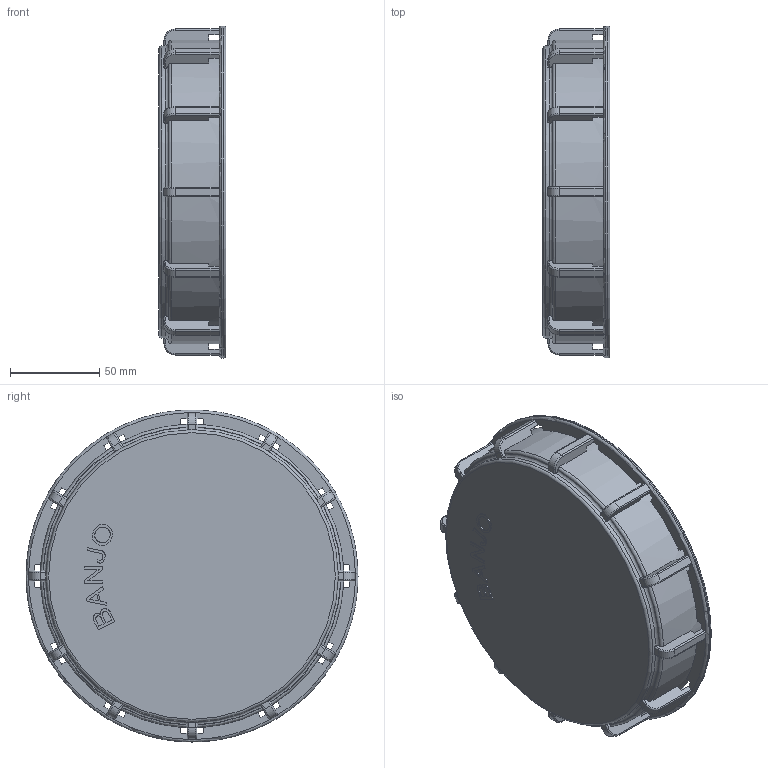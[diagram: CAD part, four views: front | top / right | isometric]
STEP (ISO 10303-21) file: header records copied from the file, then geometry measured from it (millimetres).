
FILE_DESCRIPTION(/* description */ ('6" IBC LID WITH GASKET'),/* implementation_level */ '2;1');
FILE_NAME(/* name */ 'TL650S.stp',/* time_stamp */ '2023-07-25T13:43:42-04:00',/* author */ ('ETQ'),/* organization */ (''),/* preprocessor_version */ 'ST-DEVELOPER v18.1',/* originating_system */ 'Autodesk Inventor 2022',/* authorisation */ '');
FILE_SCHEMA (('AUTOMOTIVE_DESIGN { 1 0 10303 214 3 1 1 }'));
Length unit declared in the file: inch
Products named in the file (3): TL650S; TL6501; TL6521S
Assembly tree (2 placements, depth 2):
  TL650S
    TL6501
    TL6521S
Bounding box: 38.1 x 186.18 x 186.18 mm (x, y, z)
Volume: 267529 mm3; surface area: 134902.5 mm2
Topology: 2 solids, 2 shells, 329 faces, 991 edges, 643 vertices
Faces by surface type: plane 153, cylinder 87, torus 54, bspline 32, cone 3
Full cylindrical faces by diameter (mm): 135.318 x1, 154.178 x1, 155.575 x2, 163.195 x3, 163.83 x1, 170.18 x1, 186.182 x1
Entity records: 12698 total; most frequent: CARTESIAN_POINT 3724, ORIENTED_EDGE 1982, DIRECTION 1746, EDGE_CURVE 991, VERTEX_POINT 643, AXIS2_PLACEMENT_3D 605, LINE 536, VECTOR 536
